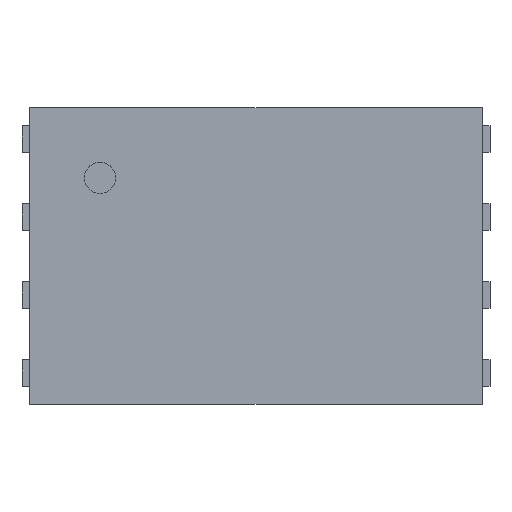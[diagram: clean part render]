
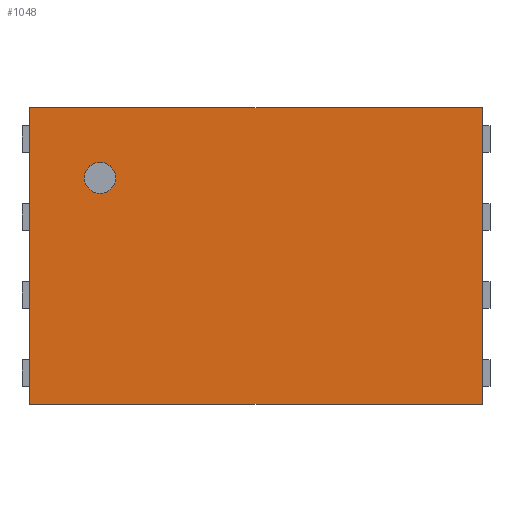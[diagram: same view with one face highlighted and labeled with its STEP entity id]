
A CAD part, top view. The second image highlights one B-rep face of the part: STEP entity #1048.
In plain terms, the highlighted planar face has unit normal (0, 0, 1).
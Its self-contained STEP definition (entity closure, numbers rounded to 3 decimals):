
#13=DIRECTION('',(0.,0.,1.));
#27=VECTOR('',#28,1.);
#28=DIRECTION('',(0.,-1.,0.));
#34=VECTOR('',#35,1.);
#35=DIRECTION('',(1.,0.,0.));
#370=VERTEX_POINT('',#371);
#371=CARTESIAN_POINT('',(1.45,0.95,0.6));
#374=EDGE_CURVE('',#370,#375,#377,.T.);
#375=VERTEX_POINT('',#376);
#376=CARTESIAN_POINT('',(1.45,-0.95,0.6));
#377=LINE('',#371,#27);
#455=VERTEX_POINT('',#456);
#456=CARTESIAN_POINT('',(-1.45,0.95,0.6));
#459=ORIENTED_EDGE('',*,*,#460,.F.);
#460=EDGE_CURVE('',#455,#370,#461,.T.);
#461=LINE('',#456,#34);
#494=ORIENTED_EDGE('',*,*,#495,.T.);
#495=EDGE_CURVE('',#455,#496,#498,.T.);
#496=VERTEX_POINT('',#497);
#497=CARTESIAN_POINT('',(-1.45,-0.95,0.6));
#498=LINE('',#456,#27);
#1044=EDGE_CURVE('',#496,#375,#1045,.T.);
#1045=LINE('',#497,#34);
#1048=ADVANCED_FACE('',(#1049,#1053),#1063,.T.);
#1049=FACE_BOUND('',#1050,.T.);
#1050=EDGE_LOOP('',(#459,#494,#1051,#1052));
#1051=ORIENTED_EDGE('',*,*,#1044,.T.);
#1052=ORIENTED_EDGE('',*,*,#374,.F.);
#1053=FACE_BOUND('',#1054,.T.);
#1054=EDGE_LOOP('',(#1055));
#1055=ORIENTED_EDGE('',*,*,#1056,.T.);
#1056=EDGE_CURVE('',#1057,#1057,#1059,.T.);
#1057=VERTEX_POINT('',#1058);
#1058=CARTESIAN_POINT('',(-1.,0.4,0.6));
#1059=CIRCLE('',#1060,0.1);
#1060=AXIS2_PLACEMENT_3D('',#1061,#1062,#28);
#1061=CARTESIAN_POINT('',(-1.,0.5,0.6));
#1062=DIRECTION('',(0.,0.,-1.));
#1063=PLANE('',#1064);
#1064=AXIS2_PLACEMENT_3D('',#456,#13,#28);
